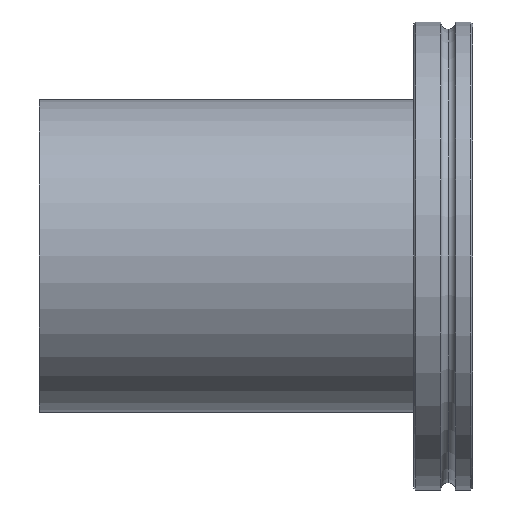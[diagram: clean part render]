
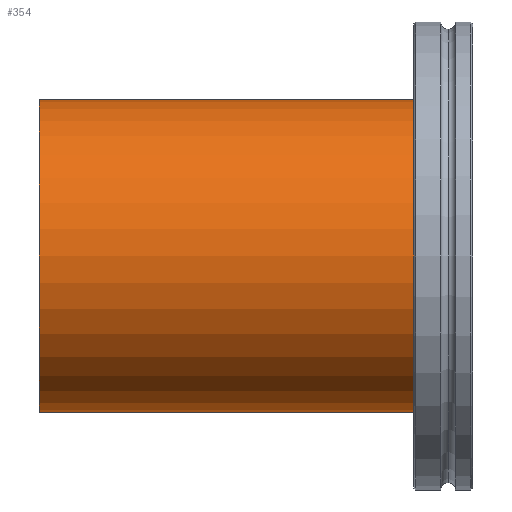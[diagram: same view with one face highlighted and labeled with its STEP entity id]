
A CAD part, left-side view. The second image highlights one B-rep face of the part: STEP entity #354.
In plain terms, the highlighted cylindrical face has radius 31.75 mm (diameter 63.5 mm), a partial arc.
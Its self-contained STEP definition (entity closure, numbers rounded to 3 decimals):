
#29 = DIRECTION ( 'NONE',  ( 0., 1., 0. ) ) ;
#36 = CARTESIAN_POINT ( 'NONE',  ( 0., 81.5, -31.75 ) ) ;
#44 = VECTOR ( 'NONE', #294, 1000. ) ;
#52 = VERTEX_POINT ( 'NONE', #407 ) ;
#58 = CIRCLE ( 'NONE', #903, 31.75 ) ;
#104 = CARTESIAN_POINT ( 'NONE',  ( 0., 0., 31.75 ) ) ;
#121 = VERTEX_POINT ( 'NONE', #36 ) ;
#163 = CARTESIAN_POINT ( 'NONE',  ( 0., 81.5, 0. ) ) ;
#266 = DIRECTION ( 'NONE',  ( 0., -1., 0. ) ) ;
#286 = FACE_OUTER_BOUND ( 'NONE', #1151, .T. ) ;
#294 = DIRECTION ( 'NONE',  ( 0., -1., 0. ) ) ;
#296 = LINE ( 'NONE', #1033, #44 ) ;
#298 = EDGE_CURVE ( 'NONE', #121, #728, #58, .T. ) ;
#354 = ADVANCED_FACE ( 'NONE', ( #286 ), #554, .T. ) ;
#392 = CIRCLE ( 'NONE', #667, 31.75 ) ;
#407 = CARTESIAN_POINT ( 'NONE',  ( 0., 0., -31.75 ) ) ;
#439 = EDGE_CURVE ( 'NONE', #121, #52, #696, .T. ) ;
#444 = DIRECTION ( 'NONE',  ( 0., 1., 0. ) ) ;
#546 = ORIENTED_EDGE ( 'NONE', *, *, #298, .F. ) ;
#554 = CYLINDRICAL_SURFACE ( 'NONE', #806, 31.75 ) ;
#568 = EDGE_CURVE ( 'NONE', #728, #584, #296, .T. ) ;
#584 = VERTEX_POINT ( 'NONE', #104 ) ;
#595 = CARTESIAN_POINT ( 'NONE',  ( 0., 0., 0. ) ) ;
#667 = AXIS2_PLACEMENT_3D ( 'NONE', #595, #29, #695 ) ;
#695 = DIRECTION ( 'NONE',  ( 0., 0., 1. ) ) ;
#696 = LINE ( 'NONE', #931, #906 ) ;
#727 = EDGE_CURVE ( 'NONE', #52, #584, #392, .T. ) ;
#728 = VERTEX_POINT ( 'NONE', #1054 ) ;
#734 = DIRECTION ( 'NONE',  ( 0., 0., -1. ) ) ;
#745 = DIRECTION ( 'NONE',  ( 0., -1., 0. ) ) ;
#806 = AXIS2_PLACEMENT_3D ( 'NONE', #163, #266, #734 ) ;
#879 = ORIENTED_EDGE ( 'NONE', *, *, #727, .T. ) ;
#903 = AXIS2_PLACEMENT_3D ( 'NONE', #1005, #444, #1092 ) ;
#906 = VECTOR ( 'NONE', #745, 1000. ) ;
#931 = CARTESIAN_POINT ( 'NONE',  ( 0., 81.5, -31.75 ) ) ;
#962 = ORIENTED_EDGE ( 'NONE', *, *, #439, .T. ) ;
#1005 = CARTESIAN_POINT ( 'NONE',  ( 0., 81.5, 0. ) ) ;
#1033 = CARTESIAN_POINT ( 'NONE',  ( 0., 81.5, 31.75 ) ) ;
#1054 = CARTESIAN_POINT ( 'NONE',  ( 0., 81.5, 31.75 ) ) ;
#1092 = DIRECTION ( 'NONE',  ( 0., 0., 1. ) ) ;
#1126 = ORIENTED_EDGE ( 'NONE', *, *, #568, .F. ) ;
#1151 = EDGE_LOOP ( 'NONE', ( #1126, #546, #962, #879 ) ) ;
